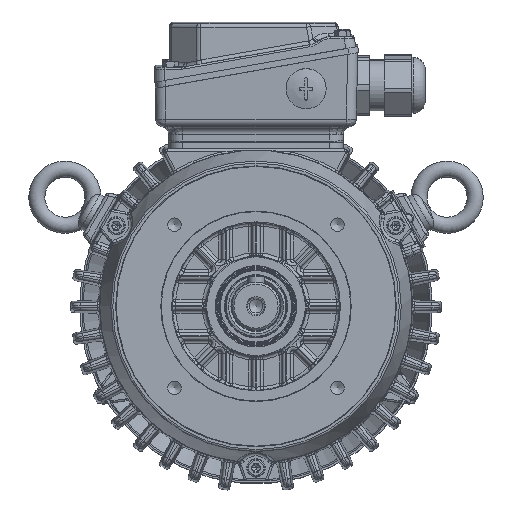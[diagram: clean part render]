
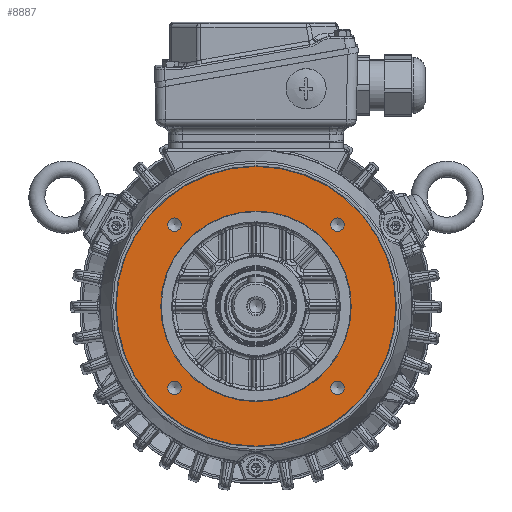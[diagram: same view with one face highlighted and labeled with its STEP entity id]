
A CAD part, top view. The second image highlights one B-rep face of the part: STEP entity #8887.
In plain terms, the highlighted planar face has unit normal (0, 0, 1).
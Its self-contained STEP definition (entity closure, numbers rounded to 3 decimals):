
#1996=FACE_BOUND('',#15230,.T.);
#1997=FACE_BOUND('',#15231,.T.);
#1998=FACE_BOUND('',#15232,.T.);
#1999=FACE_BOUND('',#15233,.T.);
#2000=FACE_BOUND('',#15234,.T.);
#2001=FACE_BOUND('',#15235,.T.);
#8887=ADVANCED_FACE('',(#1996,#1997,#1998,#1999,#2000,#2001),#9792,.T.);
#9792=PLANE('',#56081);
#15230=EDGE_LOOP('',(#30915));
#15231=EDGE_LOOP('',(#30916));
#15232=EDGE_LOOP('',(#30917));
#15233=EDGE_LOOP('',(#30918));
#15234=EDGE_LOOP('',(#30919));
#15235=EDGE_LOOP('',(#30920));
#17778=CIRCLE('',#55620,3.4);
#17780=CIRCLE('',#55624,3.4);
#18046=CIRCLE('',#56054,69.732);
#18049=CIRCLE('',#56065,47.5);
#18061=CIRCLE('',#56079,3.4);
#18062=CIRCLE('',#56080,3.4);
#30915=ORIENTED_EDGE('',*,*,#44944,.T.);
#30916=ORIENTED_EDGE('',*,*,#44952,.T.);
#30917=ORIENTED_EDGE('',*,*,#44408,.T.);
#30918=ORIENTED_EDGE('',*,*,#44406,.T.);
#30919=ORIENTED_EDGE('',*,*,#44996,.T.);
#30920=ORIENTED_EDGE('',*,*,#44997,.T.);
#36645=VERTEX_POINT('',#112922);
#36648=VERTEX_POINT('',#112929);
#36863=VERTEX_POINT('',#116814);
#36866=VERTEX_POINT('',#116908);
#36867=VERTEX_POINT('',#117147);
#36868=VERTEX_POINT('',#117149);
#44406=EDGE_CURVE('',#36645,#36645,#17778,.T.);
#44408=EDGE_CURVE('',#36648,#36648,#17780,.T.);
#44944=EDGE_CURVE('',#36863,#36863,#18046,.T.);
#44952=EDGE_CURVE('',#36866,#36866,#18049,.T.);
#44996=EDGE_CURVE('',#36867,#36867,#18061,.T.);
#44997=EDGE_CURVE('',#36868,#36868,#18062,.T.);
#55620=AXIS2_PLACEMENT_3D('',#112921,#67541,#67542);
#55624=AXIS2_PLACEMENT_3D('',#112928,#67549,#67550);
#56054=AXIS2_PLACEMENT_3D('',#116813,#68521,#68522);
#56065=AXIS2_PLACEMENT_3D('',#116907,#68543,#68544);
#56079=AXIS2_PLACEMENT_3D('',#117146,#68571,#68572);
#56080=AXIS2_PLACEMENT_3D('',#117148,#68573,#68574);
#56081=AXIS2_PLACEMENT_3D('',#117150,#68575,#68576);
#67541=DIRECTION('',(0.,0.,-1.));
#67542=DIRECTION('',(-1.,0.,0.));
#67549=DIRECTION('',(0.,0.,-1.));
#67550=DIRECTION('',(-1.,0.,0.));
#68521=DIRECTION('',(0.,0.,1.));
#68522=DIRECTION('',(1.,0.,0.));
#68543=DIRECTION('',(0.,0.,-1.));
#68544=DIRECTION('',(1.,0.,0.));
#68571=DIRECTION('',(0.,0.,-1.));
#68572=DIRECTION('',(-1.,0.,0.));
#68573=DIRECTION('',(0.,0.,-1.));
#68574=DIRECTION('',(-1.,0.,0.));
#68575=DIRECTION('',(0.,0.,1.));
#68576=DIRECTION('',(1.,0.,0.));
#112921=CARTESIAN_POINT('',(20.465,20.465,41.4));
#112922=CARTESIAN_POINT('',(17.065,20.465,41.4));
#112928=CARTESIAN_POINT('',(-60.853,20.465,41.4));
#112929=CARTESIAN_POINT('',(-64.253,20.465,41.4));
#116813=CARTESIAN_POINT('',(-20.194,-20.194,41.4));
#116814=CARTESIAN_POINT('',(49.538,-20.194,41.4));
#116907=CARTESIAN_POINT('',(-20.194,-20.194,41.4));
#116908=CARTESIAN_POINT('',(27.306,-20.194,41.4));
#117146=CARTESIAN_POINT('',(20.465,-60.853,41.4));
#117147=CARTESIAN_POINT('',(17.065,-60.853,41.4));
#117148=CARTESIAN_POINT('',(-60.853,-60.853,41.4));
#117149=CARTESIAN_POINT('',(-64.253,-60.853,41.4));
#117150=CARTESIAN_POINT('',(-20.194,-20.194,41.4));
